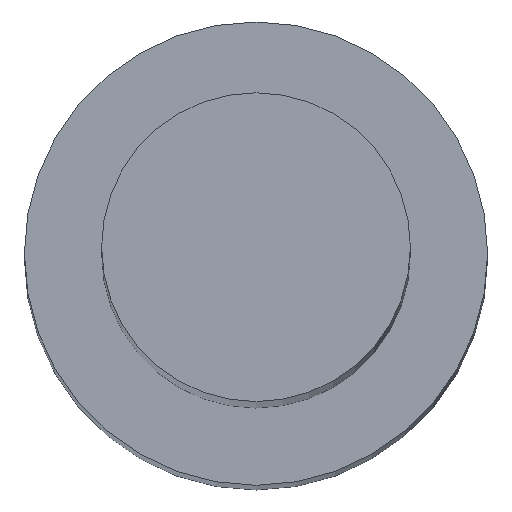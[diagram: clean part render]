
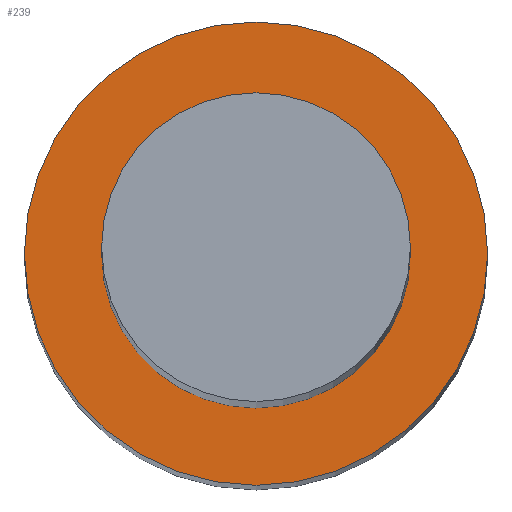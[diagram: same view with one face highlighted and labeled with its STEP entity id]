
A CAD part, top view. The second image highlights one B-rep face of the part: STEP entity #239.
In plain terms, the highlighted planar face has unit normal (0, 0, 1).
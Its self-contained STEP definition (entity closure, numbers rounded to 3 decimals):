
#43 = CYLINDRICAL_SURFACE('',#44,2.);
#44 = AXIS2_PLACEMENT_3D('',#45,#46,#47);
#45 = CARTESIAN_POINT('',(-25.,57.,17.5));
#46 = DIRECTION('',(0.,0.,1.));
#47 = DIRECTION('',(0.,-1.,0.));
#177 = CYLINDRICAL_SURFACE('',#178,3.);
#178 = AXIS2_PLACEMENT_3D('',#179,#180,#181);
#179 = CARTESIAN_POINT('',(-25.,57.,-17.5));
#180 = DIRECTION('',(0.,0.,1.));
#181 = DIRECTION('',(0.,-1.,0.));
#193 = VERTEX_POINT('',#194);
#194 = CARTESIAN_POINT('',(-25.,54.,17.5));
#213 = EDGE_CURVE('',#193,#193,#214,.T.);
#214 = SURFACE_CURVE('',#215,(#220,#226),.PCURVE_S1.);
#215 = CIRCLE('',#216,3.);
#216 = AXIS2_PLACEMENT_3D('',#217,#218,#219);
#217 = CARTESIAN_POINT('',(-25.,57.,17.5));
#218 = DIRECTION('',(0.,0.,1.));
#219 = DIRECTION('',(0.,-1.,0.));
#220 = PCURVE('',#177,#221);
#221 = DEFINITIONAL_REPRESENTATION('',(#222),#225);
#222 = B_SPLINE_CURVE_WITH_KNOTS('',1,(#223,#224),.UNSPECIFIED.,.F.,.F.,
  (2,2),(0.,6.283),.PIECEWISE_BEZIER_KNOTS.);
#223 = CARTESIAN_POINT('',(0.,35.));
#224 = CARTESIAN_POINT('',(6.283,35.));
#225 = ( GEOMETRIC_REPRESENTATION_CONTEXT(2) 
PARAMETRIC_REPRESENTATION_CONTEXT() REPRESENTATION_CONTEXT('2D SPACE',''
  ) );
#226 = PCURVE('',#227,#232);
#227 = PLANE('',#228);
#228 = AXIS2_PLACEMENT_3D('',#229,#230,#231);
#229 = CARTESIAN_POINT('',(-25.,57.,17.5));
#230 = DIRECTION('',(0.,0.,1.));
#231 = DIRECTION('',(0.,-1.,0.));
#232 = DEFINITIONAL_REPRESENTATION('',(#233),#237);
#233 = CIRCLE('',#234,3.);
#234 = AXIS2_PLACEMENT_2D('',#235,#236);
#235 = CARTESIAN_POINT('',(0.,0.));
#236 = DIRECTION('',(1.,0.));
#237 = ( GEOMETRIC_REPRESENTATION_CONTEXT(2) 
PARAMETRIC_REPRESENTATION_CONTEXT() REPRESENTATION_CONTEXT('2D SPACE',''
  ) );
#239 = ADVANCED_FACE('',(#240,#243),#227,.T.);
#240 = FACE_BOUND('',#241,.T.);
#241 = EDGE_LOOP('',(#242));
#242 = ORIENTED_EDGE('',*,*,#213,.T.);
#243 = FACE_BOUND('',#244,.T.);
#244 = EDGE_LOOP('',(#245));
#245 = ORIENTED_EDGE('',*,*,#246,.F.);
#246 = EDGE_CURVE('',#247,#247,#249,.T.);
#247 = VERTEX_POINT('',#248);
#248 = CARTESIAN_POINT('',(-25.,55.,17.5));
#249 = SURFACE_CURVE('',#250,(#255,#262),.PCURVE_S1.);
#250 = CIRCLE('',#251,2.);
#251 = AXIS2_PLACEMENT_3D('',#252,#253,#254);
#252 = CARTESIAN_POINT('',(-25.,57.,17.5));
#253 = DIRECTION('',(0.,0.,1.));
#254 = DIRECTION('',(0.,-1.,0.));
#255 = PCURVE('',#227,#256);
#256 = DEFINITIONAL_REPRESENTATION('',(#257),#261);
#257 = CIRCLE('',#258,2.);
#258 = AXIS2_PLACEMENT_2D('',#259,#260);
#259 = CARTESIAN_POINT('',(0.,0.));
#260 = DIRECTION('',(1.,0.));
#261 = ( GEOMETRIC_REPRESENTATION_CONTEXT(2) 
PARAMETRIC_REPRESENTATION_CONTEXT() REPRESENTATION_CONTEXT('2D SPACE',''
  ) );
#262 = PCURVE('',#43,#263);
#263 = DEFINITIONAL_REPRESENTATION('',(#264),#267);
#264 = B_SPLINE_CURVE_WITH_KNOTS('',1,(#265,#266),.UNSPECIFIED.,.F.,.F.,
  (2,2),(0.,6.283),.PIECEWISE_BEZIER_KNOTS.);
#265 = CARTESIAN_POINT('',(0.,0.));
#266 = CARTESIAN_POINT('',(6.283,0.));
#267 = ( GEOMETRIC_REPRESENTATION_CONTEXT(2) 
PARAMETRIC_REPRESENTATION_CONTEXT() REPRESENTATION_CONTEXT('2D SPACE',''
  ) );
